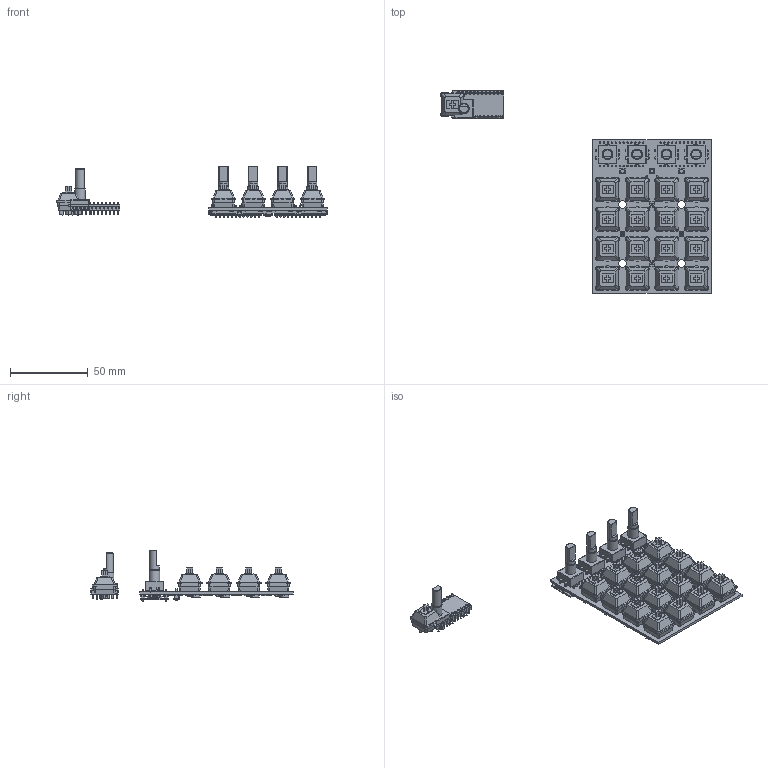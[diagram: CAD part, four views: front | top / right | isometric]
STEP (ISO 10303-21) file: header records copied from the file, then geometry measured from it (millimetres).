
FILE_DESCRIPTION(('FreeCAD Model'),'2;1');
FILE_NAME('soroban9999.step', '2020-09-03T18:02:50',('Author'),(''), 'Open CASCADE STEP processor 7.3','FreeCAD','Unknown');
FILE_SCHEMA(('AUTOMOTIVE_DESIGN { 1 0 10303 214 1 1 1 1 }'));
Length unit declared in the file: millimetre
Products named in the file (295): Open_CASCADE_STEP_translator_6.9_1; TVBP06-BN043CW-B; SOLID; MX_Socket; SOLID031; SOLID032; SOLID033; SOLID034; SOLID035; MX; SOLID036; MX_Socket001; MX001; MX_Socket002; MX002; MX_Socket003; MX003; MX_Socket004; MX004; MX_Socket005; MX005; MX_Socket006; MX006; MX_Socket007; MX007; MX_Socket008; MX008; MX_Socket009; MX009; MX_Socket010; MX010; MX_Socket011; MX011; MX_Socket012; MX012; MX_Socket013; MX013; MX_Socket014; MX014; MX_Socket015 ...
Assembly tree (883 placements, depth 4):
  Open_CASCADE_STEP_translator_6.9_1
    TVBP06-BN043CW-B
      SOLID
    MX_Socket
      SOLID031
      SOLID032
      SOLID033
      SOLID034
      SOLID035
    MX
      SOLID036
    MX_Socket001
      SOLID031
      SOLID032
      SOLID033
      SOLID034
      SOLID035
    MX001
      SOLID036
    MX_Socket002
      SOLID031
      SOLID032
      SOLID033
      SOLID034
      SOLID035
    MX002
      SOLID036
    MX_Socket003
      SOLID031
      SOLID032
      SOLID033
      SOLID034
      SOLID035
    MX003
      SOLID036
    MX_Socket004
      SOLID031
      SOLID032
      SOLID033
      SOLID034
      SOLID035
    MX004
      SOLID036
    MX_Socket005
      SOLID031
      SOLID032
      SOLID033
      SOLID034
      SOLID035
    MX005
      SOLID036
    MX_Socket006
      SOLID031
      SOLID032
      SOLID033
      SOLID034
      SOLID035
    MX006
      SOLID036
    MX_Socket007
Bounding box: 174.78 x 130.33 x 33.2 mm (x, y, z)
Volume: 105910.8 mm3; surface area: 98182.9 mm2
Topology: 744 solids, 744 shells, 13266 faces, 33784 edges, 22428 vertices
Faces by surface type: plane 11140, cylinder 1462, bspline 496, cone 104, sphere 64
Full cylindrical faces by diameter (mm): 0.8 x46, 0.813 x96, 1 x40, 1.3 x4, 1.6 x64, 1.9 x64, 2.4 x92, 3 x64, 3.85 x32, 4.1 x32, 5 x16, 6 x8, 6.884 x8
Entity records: 61640 total; most frequent: CARTESIAN_POINT 9505, DIRECTION 9342, ORIENTED_EDGE 7696, EDGE_CURVE 3848, AXIS2_PLACEMENT_3D 3228, LINE 2886, VECTOR 2886, VERTEX_POINT 2555
